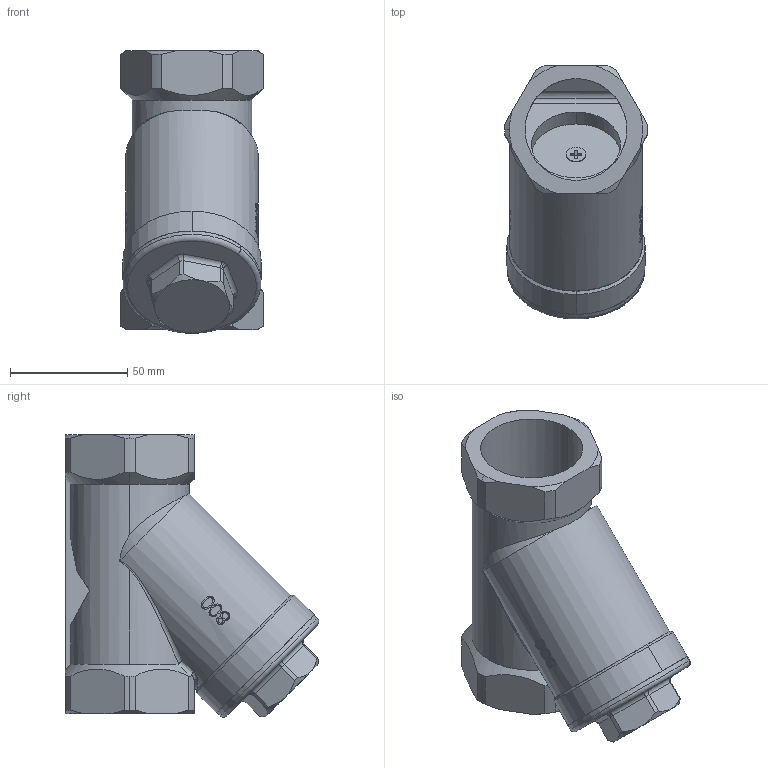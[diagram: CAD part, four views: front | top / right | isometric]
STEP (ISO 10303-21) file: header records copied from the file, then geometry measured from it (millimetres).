
FILE_DESCRIPTION (( 'STEP AP214' ), '1' );
FILE_NAME ('602 DN40.STEP', '2018-09-10T07:26:02', ( '' ), ( '' ), 'SwSTEP 2.0', 'SolidWorks 2015', '' );
FILE_SCHEMA (( 'AUTOMOTIVE_DESIGN' ));
Length unit declared in the file: millimetre
Products named in the file (8): ENG-025259___; ENG-025258___; ENG-025255___; ENG-025256___; ENG-025254___; ENG-025260___; 602 DN40; ENG-025257___
Assembly tree (7 placements, depth 2):
  602 DN40
    ENG-025255___
    ENG-025257___
    ENG-025256___
    ENG-025254___
    ENG-025259___
    ENG-025258___
    ENG-025260___
Bounding box: 61 x 108.26 x 120.56 mm (x, y, z)
Volume: 172378.2 mm3; surface area: 81275.6 mm2
Topology: 7 solids, 7 shells, 386 faces, 987 edges, 639 vertices
Faces by surface type: plane 133, cylinder 102, bspline 77, cone 51, torus 23
Entity records: 20742 total; most frequent: CARTESIAN_POINT 11642, ORIENTED_EDGE 1970, DIRECTION 1563, EDGE_CURVE 985, VERTEX_POINT 639, AXIS2_PLACEMENT_3D 588, EDGE_LOOP 426, LINE 387
